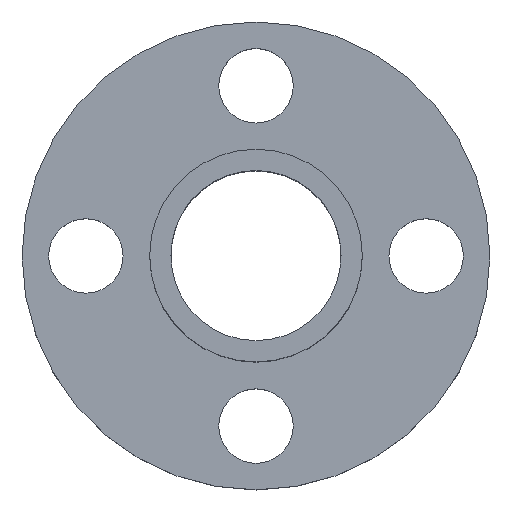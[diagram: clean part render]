
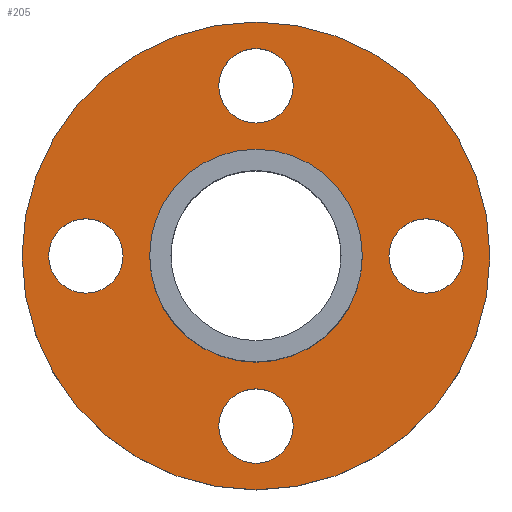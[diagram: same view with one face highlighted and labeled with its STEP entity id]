
A CAD part, top view. The second image highlights one B-rep face of the part: STEP entity #205.
In plain terms, the highlighted planar face has unit normal (0, 0, 1).
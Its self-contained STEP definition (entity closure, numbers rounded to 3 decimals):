
#22=FACE_BOUND('',#61,.T.);
#23=FACE_BOUND('',#62,.T.);
#24=FACE_BOUND('',#63,.T.);
#25=FACE_BOUND('',#64,.T.);
#26=FACE_BOUND('',#65,.T.);
#30=PLANE('',#246);
#41=FACE_OUTER_BOUND('',#60,.T.);
#60=EDGE_LOOP('',(#177));
#61=EDGE_LOOP('',(#178));
#62=EDGE_LOOP('',(#179));
#63=EDGE_LOOP('',(#180));
#64=EDGE_LOOP('',(#181));
#65=EDGE_LOOP('',(#182));
#83=CIRCLE('',#222,1.75);
#85=CIRCLE('',#225,1.75);
#87=CIRCLE('',#228,1.75);
#89=CIRCLE('',#231,1.75);
#91=CIRCLE('',#234,5.);
#98=CIRCLE('',#247,11.);
#99=VERTEX_POINT('',#317);
#101=VERTEX_POINT('',#323);
#103=VERTEX_POINT('',#329);
#105=VERTEX_POINT('',#335);
#107=VERTEX_POINT('',#341);
#114=VERTEX_POINT('',#364);
#115=EDGE_CURVE('',#99,#99,#83,.T.);
#118=EDGE_CURVE('',#101,#101,#85,.T.);
#121=EDGE_CURVE('',#103,#103,#87,.T.);
#124=EDGE_CURVE('',#105,#105,#89,.T.);
#127=EDGE_CURVE('',#107,#107,#91,.T.);
#137=EDGE_CURVE('',#114,#114,#98,.T.);
#177=ORIENTED_EDGE('',*,*,#137,.F.);
#178=ORIENTED_EDGE('',*,*,#124,.T.);
#179=ORIENTED_EDGE('',*,*,#121,.T.);
#180=ORIENTED_EDGE('',*,*,#118,.T.);
#181=ORIENTED_EDGE('',*,*,#115,.T.);
#182=ORIENTED_EDGE('',*,*,#127,.F.);
#205=ADVANCED_FACE('',(#41,#22,#23,#24,#25,#26),#30,.F.);
#222=AXIS2_PLACEMENT_3D('',#318,#253,#254);
#225=AXIS2_PLACEMENT_3D('',#324,#260,#261);
#228=AXIS2_PLACEMENT_3D('',#330,#267,#268);
#231=AXIS2_PLACEMENT_3D('',#336,#274,#275);
#234=AXIS2_PLACEMENT_3D('',#342,#281,#282);
#246=AXIS2_PLACEMENT_3D('',#363,#308,#309);
#247=AXIS2_PLACEMENT_3D('',#365,#310,#311);
#253=DIRECTION('center_axis',(0.,0.,-1.));
#254=DIRECTION('ref_axis',(1.,0.,0.));
#260=DIRECTION('center_axis',(0.,0.,-1.));
#261=DIRECTION('ref_axis',(1.,0.,0.));
#267=DIRECTION('center_axis',(0.,0.,-1.));
#268=DIRECTION('ref_axis',(1.,0.,0.));
#274=DIRECTION('center_axis',(0.,0.,-1.));
#275=DIRECTION('ref_axis',(1.,0.,0.));
#281=DIRECTION('center_axis',(0.,0.,1.));
#282=DIRECTION('ref_axis',(1.,0.,0.));
#308=DIRECTION('center_axis',(0.,0.,-1.));
#309=DIRECTION('ref_axis',(-1.,0.,0.));
#310=DIRECTION('center_axis',(0.,0.,-1.));
#311=DIRECTION('ref_axis',(-1.,0.,0.));
#317=CARTESIAN_POINT('',(6.25,0.,3.5));
#318=CARTESIAN_POINT('Origin',(8.,0.,3.5));
#323=CARTESIAN_POINT('',(-1.75,-8.,3.5));
#324=CARTESIAN_POINT('Origin',(0.,-8.,3.5));
#329=CARTESIAN_POINT('',(-9.75,0.,3.5));
#330=CARTESIAN_POINT('Origin',(-8.,0.,3.5));
#335=CARTESIAN_POINT('',(-1.75,8.,3.5));
#336=CARTESIAN_POINT('Origin',(0.,8.,3.5));
#341=CARTESIAN_POINT('',(-5.,0.,3.5));
#342=CARTESIAN_POINT('Origin',(0.,0.,3.5));
#363=CARTESIAN_POINT('Origin',(0.,0.,3.5));
#364=CARTESIAN_POINT('',(11.,0.,3.5));
#365=CARTESIAN_POINT('Origin',(0.,0.,3.5));
